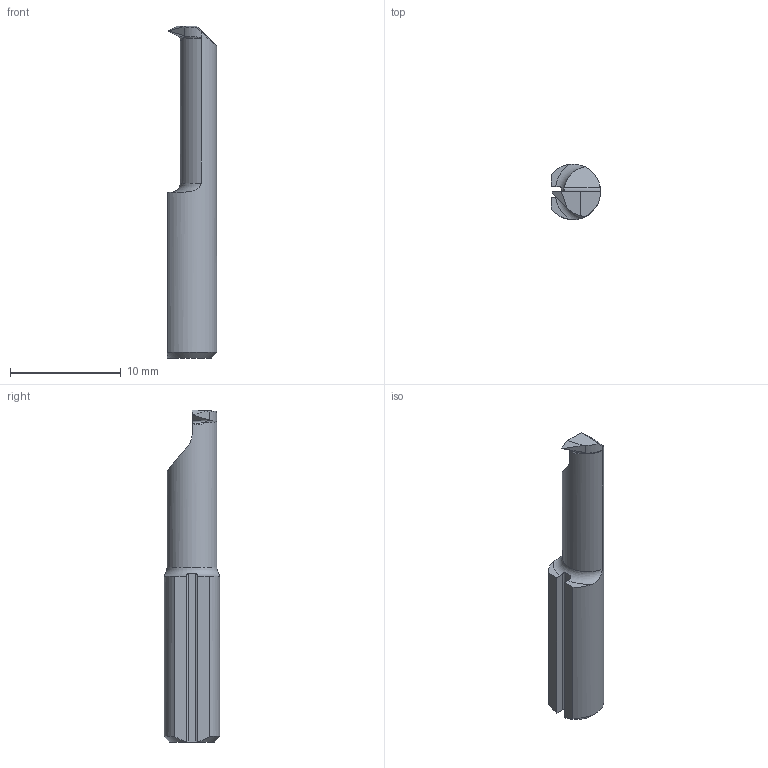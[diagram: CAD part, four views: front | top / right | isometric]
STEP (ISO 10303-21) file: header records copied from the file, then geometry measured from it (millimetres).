
FILE_DESCRIPTION (( 'STEP AP203' ), '1' );
FILE_NAME ('L005.5548-15.step', '2024-02-20T15:43:18', ( '' ), ( '' ), 'SwSTEP 2.0', 'SolidWorks 2022', '' );
FILE_SCHEMA (( 'CONFIG_CONTROL_DESIGN' ));
Length unit declared in the file: millimetre
Products named in the file (1): L005.5548-15
Bounding box: 4.45 x 5 x 30 mm (x, y, z)
Volume: 404 mm3; surface area: 450.1 mm2
Topology: 1 solids, 1 shells, 30 faces, 83 edges, 55 vertices
Faces by surface type: plane 19, cylinder 7, torus 3, cone 1
Entity records: 1094 total; most frequent: CARTESIAN_POINT 300, ORIENTED_EDGE 166, DIRECTION 130, EDGE_CURVE 83, VERTEX_POINT 55, AXIS2_PLACEMENT_3D 45, LINE 40, VECTOR 40
